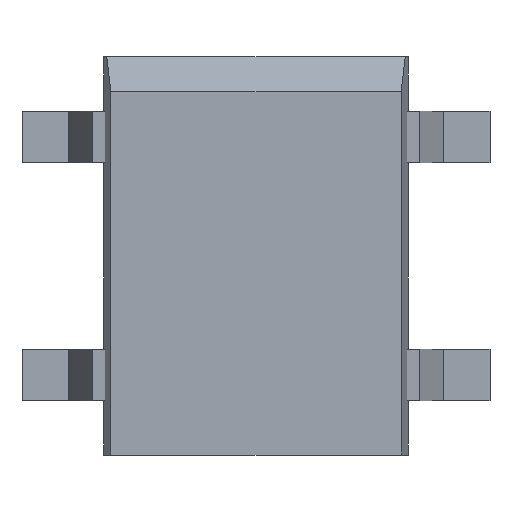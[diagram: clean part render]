
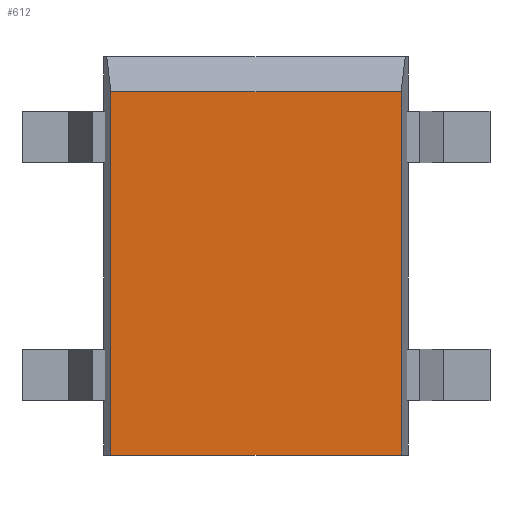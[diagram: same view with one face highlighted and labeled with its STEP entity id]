
A CAD part, top view. The second image highlights one B-rep face of the part: STEP entity #612.
In plain terms, the highlighted planar face has unit normal (0, 0, 1).
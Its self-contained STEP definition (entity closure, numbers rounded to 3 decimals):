
#257 = VERTEX_POINT('',#258);
#258 = CARTESIAN_POINT('',(-3.1,3.505,2.6));
#266 = EDGE_CURVE('',#257,#267,#269,.T.);
#267 = VERTEX_POINT('',#268);
#268 = CARTESIAN_POINT('',(-3.1,-4.255,2.6));
#269 = LINE('',#270,#271);
#270 = CARTESIAN_POINT('',(-3.1,4.255,2.6));
#271 = VECTOR('',#272,1.);
#272 = DIRECTION('',(0.,-1.,0.));
#386 = VERTEX_POINT('',#387);
#387 = CARTESIAN_POINT('',(3.1,3.505,2.6));
#395 = EDGE_CURVE('',#386,#257,#396,.T.);
#396 = LINE('',#397,#398);
#397 = CARTESIAN_POINT('',(3.1,3.505,2.6));
#398 = VECTOR('',#399,1.);
#399 = DIRECTION('',(-1.,0.,0.));
#593 = VERTEX_POINT('',#594);
#594 = CARTESIAN_POINT('',(3.1,-4.255,2.6));
#600 = EDGE_CURVE('',#593,#267,#601,.T.);
#601 = LINE('',#602,#603);
#602 = CARTESIAN_POINT('',(3.1,-4.255,2.6));
#603 = VECTOR('',#604,1.);
#604 = DIRECTION('',(-1.,0.,0.));
#612 = ADVANCED_FACE('',(#613),#624,.F.);
#613 = FACE_BOUND('',#614,.F.);
#614 = EDGE_LOOP('',(#615,#621,#622,#623));
#615 = ORIENTED_EDGE('',*,*,#616,.T.);
#616 = EDGE_CURVE('',#386,#593,#617,.T.);
#617 = LINE('',#618,#619);
#618 = CARTESIAN_POINT('',(3.1,4.255,2.6));
#619 = VECTOR('',#620,1.);
#620 = DIRECTION('',(0.,-1.,0.));
#621 = ORIENTED_EDGE('',*,*,#600,.T.);
#622 = ORIENTED_EDGE('',*,*,#266,.F.);
#623 = ORIENTED_EDGE('',*,*,#395,.F.);
#624 = PLANE('',#625);
#625 = AXIS2_PLACEMENT_3D('',#626,#627,#628);
#626 = CARTESIAN_POINT('',(3.1,4.255,2.6));
#627 = DIRECTION('',(0.,0.,-1.));
#628 = DIRECTION('',(-1.,0.,0.));
